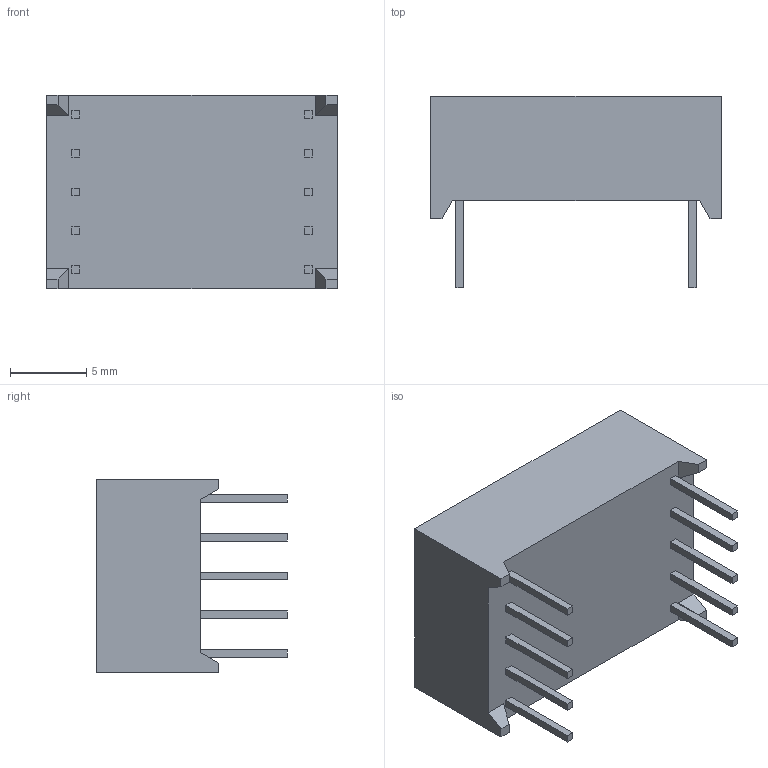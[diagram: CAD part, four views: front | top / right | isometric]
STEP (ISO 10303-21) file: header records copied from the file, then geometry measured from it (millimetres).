
FILE_DESCRIPTION (( 'STEP AP214' ), '1' );
FILE_NAME ('SC56-11SRWA.STEP', '2023-11-18T13:12:01', ( '' ), ( '' ), 'SwSTEP 2.0', 'SolidWorks 2021', '' );
FILE_SCHEMA (( 'AUTOMOTIVE_DESIGN' ));
Length unit declared in the file: millimetre
Products named in the file (2): SC56-11SRWA; SC56-11SRWA_SC56-11SRWA
Assembly tree (1 placements, depth 2):
  SC56-11SRWA
    SC56-11SRWA_SC56-11SRWA
Bounding box: 19.05 x 12.5 x 12.7 mm (x, y, z)
Volume: 1664.8 mm3; surface area: 1576.3 mm2
Topology: 19 solids, 19 shells, 182 faces, 408 edges, 272 vertices
Faces by surface type: plane 170, cylinder 12
Entity records: 5215 total; most frequent: CARTESIAN_POINT 866, ORIENTED_EDGE 816, DIRECTION 804, EDGE_CURVE 408, LINE 384, VECTOR 384, VERTEX_POINT 272, AXIS2_PLACEMENT_3D 210
